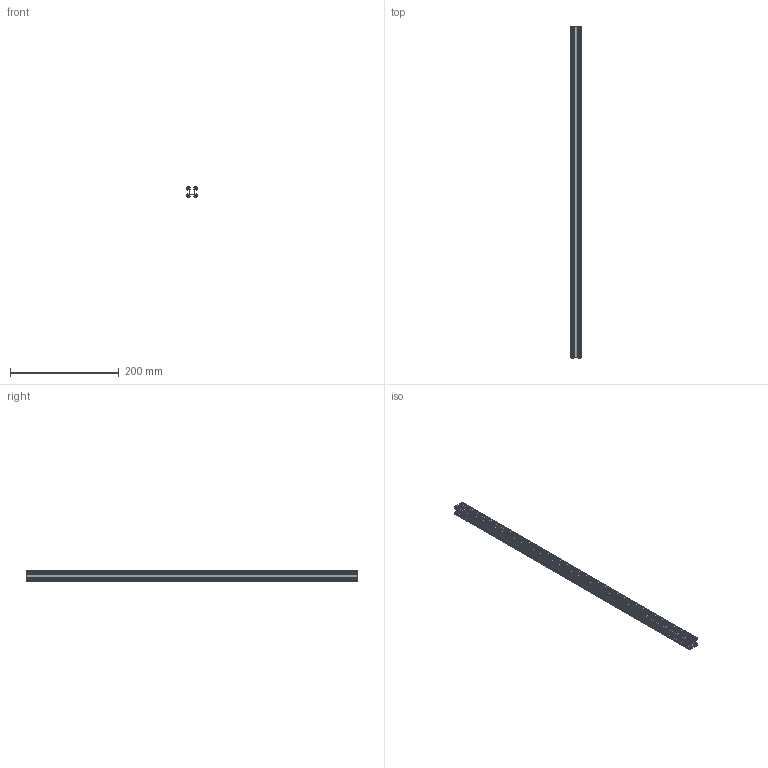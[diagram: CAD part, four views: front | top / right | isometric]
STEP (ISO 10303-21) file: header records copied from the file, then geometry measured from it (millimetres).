
FILE_DESCRIPTION (( 'STEP AP203' ), '1' );
FILE_NAME ('565150.STEP', '2017-09-26T15:17:57', ( '' ), ( '' ), 'SwSTEP 2.0', 'SolidWorks 2016', '' );
FILE_SCHEMA (( 'CONFIG_CONTROL_DESIGN' ));
Length unit declared in the file: inch
Products named in the file (1): 565150
Bounding box: 19.05 x 609.6 x 19.05 mm (x, y, z)
Volume: 70428.3 mm3; surface area: 115853.8 mm2
Topology: 1 solids, 1 shells, 644 faces, 1898 edges, 1256 vertices
Faces by surface type: cylinder 515, plane 81, cone 32, bspline 16
Entity records: 33135 total; most frequent: CARTESIAN_POINT 18991, ORIENTED_EDGE 3796, DIRECTION 2182, EDGE_CURVE 1898, VERTEX_POINT 1256, LINE 760, VECTOR 760, AXIS2_PLACEMENT_3D 711
